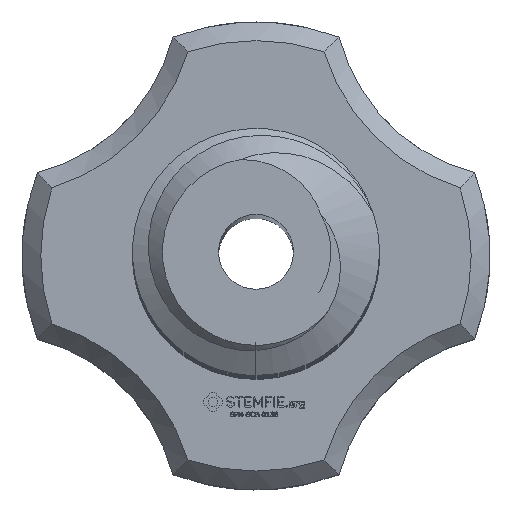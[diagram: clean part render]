
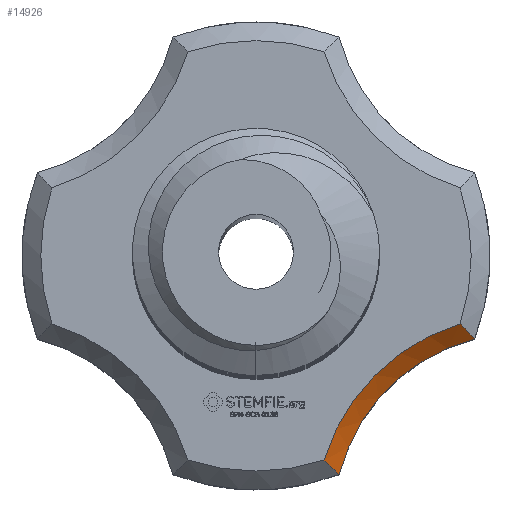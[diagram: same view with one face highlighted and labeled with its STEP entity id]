
A CAD part, top view. The second image highlights one B-rep face of the part: STEP entity #14926.
In plain terms, the highlighted conical face has half-angle 45 degrees and reference radius 5 mm.
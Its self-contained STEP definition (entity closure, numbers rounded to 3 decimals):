
#86 = VERTEX_POINT('',#87);
#87 = CARTESIAN_POINT('',(5.841,-2.225,-0.5));
#101 = CYLINDRICAL_SURFACE('',#102,5.);
#102 = AXIS2_PLACEMENT_3D('',#103,#104,#105);
#103 = CARTESIAN_POINT('',(7.071,-7.071,0.));
#104 = DIRECTION('',(-0.,0.,1.));
#105 = DIRECTION('',(1.,0.,0.));
#128 = CONICAL_SURFACE('',#129,6.25,0.785);
#129 = AXIS2_PLACEMENT_3D('',#130,#131,#132);
#130 = CARTESIAN_POINT('',(0.,0.,-0.5));
#131 = DIRECTION('',(0.,0.,-1.));
#132 = DIRECTION('',(0.934,0.356,0.));
#852 = EDGE_CURVE('',#86,#853,#855,.T.);
#853 = VERTEX_POINT('',#854);
#854 = CARTESIAN_POINT('',(5.457,-1.814,0.));
#855 = SURFACE_CURVE('',#856,(#861,#871),.PCURVE_S1.);
#856 = ELLIPSE('',#857,7.526,2.577);
#857 = AXIS2_PLACEMENT_3D('',#858,#859,#860);
#858 = CARTESIAN_POINT('',(3.536,-3.536,0.125));
#859 = DIRECTION('',(0.47,-0.47,0.747));
#860 = DIRECTION('',(0.528,-0.528,-0.664));
#861 = PCURVE('',#128,#862);
#862 = DEFINITIONAL_REPRESENTATION('',(#863),#870);
#863 = B_SPLINE_CURVE_WITH_KNOTS('',5,(#864,#865,#866,#867,#868,#869),
  .UNSPECIFIED.,.F.,.F.,(6,6),(1.445,1.546),
  .PIECEWISE_BEZIER_KNOTS.);
#864 = CARTESIAN_POINT('',(0.728,0.));
#865 = CARTESIAN_POINT('',(0.72,-0.1));
#866 = CARTESIAN_POINT('',(0.711,-0.199));
#867 = CARTESIAN_POINT('',(0.703,-0.299));
#868 = CARTESIAN_POINT('',(0.694,-0.4));
#869 = CARTESIAN_POINT('',(0.685,-0.5));
#870 = ( GEOMETRIC_REPRESENTATION_CONTEXT(2) 
PARAMETRIC_REPRESENTATION_CONTEXT() REPRESENTATION_CONTEXT('2D SPACE',''
  ) );
#871 = PCURVE('',#872,#877);
#872 = CONICAL_SURFACE('',#873,5.,0.785);
#873 = AXIS2_PLACEMENT_3D('',#874,#875,#876);
#874 = CARTESIAN_POINT('',(7.071,-7.071,-0.5));
#875 = DIRECTION('',(-0.,0.,1.));
#876 = DIRECTION('',(-0.969,0.246,-0.));
#877 = DEFINITIONAL_REPRESENTATION('',(#878),#885);
#878 = B_SPLINE_CURVE_WITH_KNOTS('',5,(#879,#880,#881,#882,#883,#884),
  .UNSPECIFIED.,.F.,.F.,(6,6),(1.445,1.546),
  .PIECEWISE_BEZIER_KNOTS.);
#879 = CARTESIAN_POINT('',(-1.073,0.));
#880 = CARTESIAN_POINT('',(-1.063,0.1));
#881 = CARTESIAN_POINT('',(-1.053,0.199));
#882 = CARTESIAN_POINT('',(-1.043,0.299));
#883 = CARTESIAN_POINT('',(-1.034,0.4));
#884 = CARTESIAN_POINT('',(-1.024,0.5));
#885 = ( GEOMETRIC_REPRESENTATION_CONTEXT(2) 
PARAMETRIC_REPRESENTATION_CONTEXT() REPRESENTATION_CONTEXT('2D SPACE',''
  ) );
#902 = PLANE('',#903);
#903 = AXIS2_PLACEMENT_3D('',#904,#905,#906);
#904 = CARTESIAN_POINT('',(0.,0.,0.));
#905 = DIRECTION('',(0.,0.,-1.));
#906 = DIRECTION('',(1.,0.,0.));
#918 = VERTEX_POINT('',#919);
#919 = CARTESIAN_POINT('',(2.225,-5.841,-0.5));
#1038 = EDGE_CURVE('',#918,#86,#1039,.T.);
#1039 = SURFACE_CURVE('',#1040,(#1045,#1052),.PCURVE_S1.);
#1040 = CIRCLE('',#1041,5.);
#1041 = AXIS2_PLACEMENT_3D('',#1042,#1043,#1044);
#1042 = CARTESIAN_POINT('',(7.071,-7.071,-0.5));
#1043 = DIRECTION('',(0.,0.,-1.));
#1044 = DIRECTION('',(-0.969,0.246,-0.));
#1045 = PCURVE('',#101,#1046);
#1046 = DEFINITIONAL_REPRESENTATION('',(#1047),#1051);
#1047 = LINE('',#1048,#1049);
#1048 = CARTESIAN_POINT('',(-3.39,-0.5));
#1049 = VECTOR('',#1050,1.);
#1050 = DIRECTION('',(-1.,0.));
#1051 = ( GEOMETRIC_REPRESENTATION_CONTEXT(2) 
PARAMETRIC_REPRESENTATION_CONTEXT() REPRESENTATION_CONTEXT('2D SPACE',''
  ) );
#1052 = PCURVE('',#872,#1053);
#1053 = DEFINITIONAL_REPRESENTATION('',(#1054),#1058);
#1054 = LINE('',#1055,#1056);
#1055 = CARTESIAN_POINT('',(-0.,0.));
#1056 = VECTOR('',#1057,1.);
#1057 = DIRECTION('',(-1.,0.));
#1058 = ( GEOMETRIC_REPRESENTATION_CONTEXT(2) 
PARAMETRIC_REPRESENTATION_CONTEXT() REPRESENTATION_CONTEXT('2D SPACE',''
  ) );
#2873 = EDGE_CURVE('',#2874,#853,#2876,.T.);
#2874 = VERTEX_POINT('',#2875);
#2875 = CARTESIAN_POINT('',(1.814,-5.457,0.));
#2876 = SURFACE_CURVE('',#2877,(#2882,#2889),.PCURVE_S1.);
#2877 = CIRCLE('',#2878,5.5);
#2878 = AXIS2_PLACEMENT_3D('',#2879,#2880,#2881);
#2879 = CARTESIAN_POINT('',(7.071,-7.071,0.));
#2880 = DIRECTION('',(0.,0.,-1.));
#2881 = DIRECTION('',(-0.969,0.246,-0.));
#2882 = PCURVE('',#902,#2883);
#2883 = DEFINITIONAL_REPRESENTATION('',(#2884),#2888);
#2884 = CIRCLE('',#2885,5.5);
#2885 = AXIS2_PLACEMENT_2D('',#2886,#2887);
#2886 = CARTESIAN_POINT('',(7.071,7.071));
#2887 = DIRECTION('',(-0.969,-0.246));
#2888 = ( GEOMETRIC_REPRESENTATION_CONTEXT(2) 
PARAMETRIC_REPRESENTATION_CONTEXT() REPRESENTATION_CONTEXT('2D SPACE',''
  ) );
#2889 = PCURVE('',#872,#2890);
#2890 = DEFINITIONAL_REPRESENTATION('',(#2891),#2895);
#2891 = LINE('',#2892,#2893);
#2892 = CARTESIAN_POINT('',(-0.,0.5));
#2893 = VECTOR('',#2894,1.);
#2894 = DIRECTION('',(-1.,0.));
#2895 = ( GEOMETRIC_REPRESENTATION_CONTEXT(2) 
PARAMETRIC_REPRESENTATION_CONTEXT() REPRESENTATION_CONTEXT('2D SPACE',''
  ) );
#2914 = CONICAL_SURFACE('',#2915,6.25,0.785);
#2915 = AXIS2_PLACEMENT_3D('',#2916,#2917,#2918);
#2916 = CARTESIAN_POINT('',(0.,0.,-0.5));
#2917 = DIRECTION('',(0.,0.,-1.));
#2918 = DIRECTION('',(0.356,-0.934,0.));
#14926 = ADVANCED_FACE('',(#14927),#872,.F.);
#14927 = FACE_BOUND('',#14928,.T.);
#14928 = EDGE_LOOP('',(#14929,#14957,#14958,#14959));
#14929 = ORIENTED_EDGE('',*,*,#14930,.F.);
#14930 = EDGE_CURVE('',#918,#2874,#14931,.T.);
#14931 = SURFACE_CURVE('',#14932,(#14937,#14947),.PCURVE_S1.);
#14932 = ELLIPSE('',#14933,7.526,2.577);
#14933 = AXIS2_PLACEMENT_3D('',#14934,#14935,#14936);
#14934 = CARTESIAN_POINT('',(3.536,-3.536,0.125));
#14935 = DIRECTION('',(-0.47,0.47,-0.747));
#14936 = DIRECTION('',(-0.528,0.528,0.664));
#14937 = PCURVE('',#872,#14938);
#14938 = DEFINITIONAL_REPRESENTATION('',(#14939),#14946);
#14939 = B_SPLINE_CURVE_WITH_KNOTS('',5,(#14940,#14941,#14942,#14943,
    #14944,#14945),.UNSPECIFIED.,.F.,.F.,(6,6),(4.587,
    4.687),.PIECEWISE_BEZIER_KNOTS.);
#14940 = CARTESIAN_POINT('',(0.,0.));
#14941 = CARTESIAN_POINT('',(-0.01,0.1));
#14942 = CARTESIAN_POINT('',(-0.02,0.199));
#14943 = CARTESIAN_POINT('',(-0.03,0.299));
#14944 = CARTESIAN_POINT('',(-0.04,0.4));
#14945 = CARTESIAN_POINT('',(-0.049,0.5));
#14946 = ( GEOMETRIC_REPRESENTATION_CONTEXT(2) 
PARAMETRIC_REPRESENTATION_CONTEXT() REPRESENTATION_CONTEXT('2D SPACE',''
  ) );
#14947 = PCURVE('',#2914,#14948);
#14948 = DEFINITIONAL_REPRESENTATION('',(#14949),#14956);
#14949 = B_SPLINE_CURVE_WITH_KNOTS('',5,(#14950,#14951,#14952,#14953,
    #14954,#14955),.UNSPECIFIED.,.F.,.F.,(6,6),(4.587,
    4.687),.PIECEWISE_BEZIER_KNOTS.);
#14950 = CARTESIAN_POINT('',(0.,0.));
#14951 = CARTESIAN_POINT('',(0.008,-0.1));
#14952 = CARTESIAN_POINT('',(0.017,-0.199));
#14953 = CARTESIAN_POINT('',(0.025,-0.299));
#14954 = CARTESIAN_POINT('',(0.034,-0.4));
#14955 = CARTESIAN_POINT('',(0.043,-0.5));
#14956 = ( GEOMETRIC_REPRESENTATION_CONTEXT(2) 
PARAMETRIC_REPRESENTATION_CONTEXT() REPRESENTATION_CONTEXT('2D SPACE',''
  ) );
#14957 = ORIENTED_EDGE('',*,*,#1038,.T.);
#14958 = ORIENTED_EDGE('',*,*,#852,.T.);
#14959 = ORIENTED_EDGE('',*,*,#2873,.F.);
